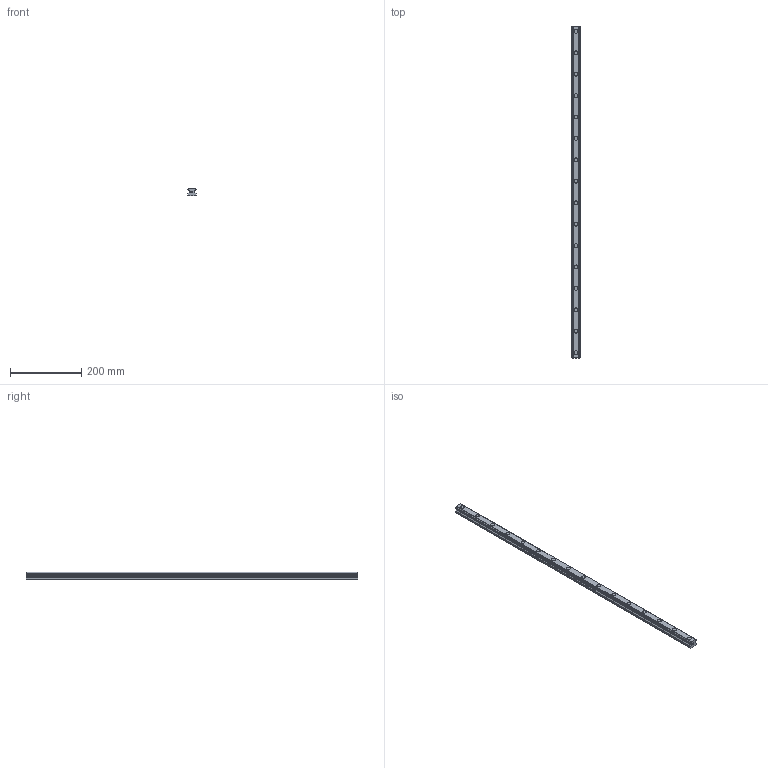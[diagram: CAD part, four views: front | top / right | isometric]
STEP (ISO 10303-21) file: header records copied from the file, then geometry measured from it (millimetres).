
FILE_DESCRIPTION(('STEP AP214'),'1');
FILE_NAME('cctmp_304F3B37-BAB2-4AD9-AB99-30C04E6101A8_2020_5_28_15_28_32_144..stp','2020-05-28T13:28:32',('HIWIN GmbH'),('CADClick - www.CADClick.com'),'Spatial InterOp 3D',' ','unknown authorization');
FILE_SCHEMA(('AUTOMOTIVE_DESIGN'));
Length unit declared in the file: millimetre
Products named in the file (1): HGR25R930H_FILE
Bounding box: 23 x 930 x 22 mm (x, y, z)
Volume: 386005.8 mm3; surface area: 96469.3 mm2
Topology: 1 solids, 1 shells, 303 faces, 795 edges, 530 vertices
Faces by surface type: plane 185, cylinder 118
Entity records: 11941 total; most frequent: DIRECTION 1767, CARTESIAN_POINT 1629, ORIENTED_EDGE 1590, EDGE_CURVE 795, AXIS2_PLACEMENT_3D 668, VERTEX_POINT 530, LINE 431, VECTOR 431
